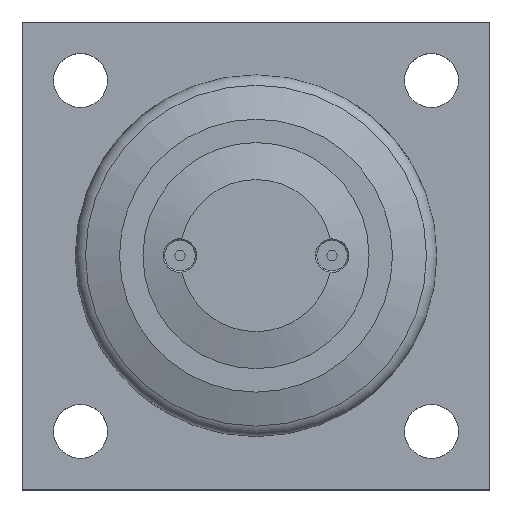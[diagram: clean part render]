
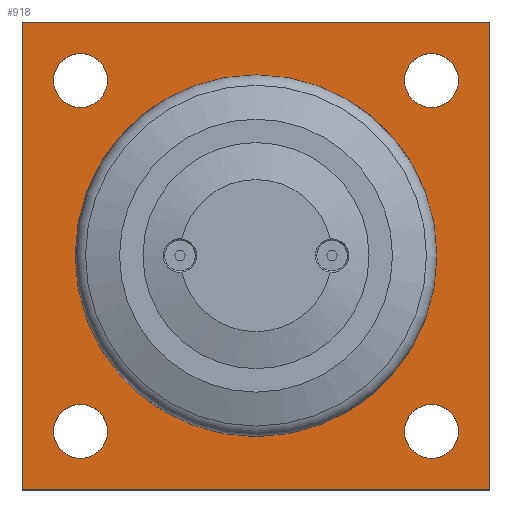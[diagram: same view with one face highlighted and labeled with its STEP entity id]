
A CAD part, top view. The second image highlights one B-rep face of the part: STEP entity #918.
In plain terms, the highlighted planar face has unit normal (0, 0, 1).
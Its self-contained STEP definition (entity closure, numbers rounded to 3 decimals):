
#51=FACE_BOUND('',#217,.T.);
#52=FACE_BOUND('',#218,.T.);
#53=FACE_BOUND('',#219,.T.);
#54=FACE_BOUND('',#220,.T.);
#55=FACE_BOUND('',#221,.T.);
#100=CIRCLE('',#1020,29.);
#102=CIRCLE('',#1024,6.918);
#103=CIRCLE('',#1025,6.918);
#105=CIRCLE('',#1028,6.918);
#106=CIRCLE('',#1029,6.918);
#108=CIRCLE('',#1032,6.918);
#109=CIRCLE('',#1033,6.918);
#111=CIRCLE('',#1036,6.918);
#112=CIRCLE('',#1037,6.918);
#156=FACE_OUTER_BOUND('',#216,.T.);
#216=EDGE_LOOP('',(#790,#791,#792,#793));
#217=EDGE_LOOP('',(#794));
#218=EDGE_LOOP('',(#795,#796));
#219=EDGE_LOOP('',(#797,#798));
#220=EDGE_LOOP('',(#799,#800));
#221=EDGE_LOOP('',(#801,#802));
#268=LINE('',#1613,#335);
#272=LINE('',#1621,#339);
#275=LINE('',#1627,#342);
#278=LINE('',#1632,#345);
#335=VECTOR('',#1277,10.);
#339=VECTOR('',#1283,10.);
#342=VECTOR('',#1288,10.);
#345=VECTOR('',#1293,10.);
#421=VERTEX_POINT('',#1572);
#423=VERTEX_POINT('',#1579);
#424=VERTEX_POINT('',#1580);
#426=VERTEX_POINT('',#1587);
#427=VERTEX_POINT('',#1588);
#429=VERTEX_POINT('',#1595);
#430=VERTEX_POINT('',#1596);
#432=VERTEX_POINT('',#1603);
#433=VERTEX_POINT('',#1604);
#435=VERTEX_POINT('',#1611);
#436=VERTEX_POINT('',#1612);
#439=VERTEX_POINT('',#1620);
#441=VERTEX_POINT('',#1626);
#536=EDGE_CURVE('',#421,#421,#100,.T.);
#538=EDGE_CURVE('',#423,#424,#102,.T.);
#539=EDGE_CURVE('',#424,#423,#103,.T.);
#542=EDGE_CURVE('',#426,#427,#105,.T.);
#543=EDGE_CURVE('',#427,#426,#106,.T.);
#546=EDGE_CURVE('',#429,#430,#108,.T.);
#547=EDGE_CURVE('',#430,#429,#109,.T.);
#550=EDGE_CURVE('',#432,#433,#111,.T.);
#551=EDGE_CURVE('',#433,#432,#112,.T.);
#554=EDGE_CURVE('',#435,#436,#268,.T.);
#558=EDGE_CURVE('',#436,#439,#272,.T.);
#561=EDGE_CURVE('',#439,#441,#275,.T.);
#564=EDGE_CURVE('',#441,#435,#278,.T.);
#790=ORIENTED_EDGE('',*,*,#554,.F.);
#791=ORIENTED_EDGE('',*,*,#564,.F.);
#792=ORIENTED_EDGE('',*,*,#561,.F.);
#793=ORIENTED_EDGE('',*,*,#558,.F.);
#794=ORIENTED_EDGE('',*,*,#536,.T.);
#795=ORIENTED_EDGE('',*,*,#538,.T.);
#796=ORIENTED_EDGE('',*,*,#539,.T.);
#797=ORIENTED_EDGE('',*,*,#542,.T.);
#798=ORIENTED_EDGE('',*,*,#543,.T.);
#799=ORIENTED_EDGE('',*,*,#546,.T.);
#800=ORIENTED_EDGE('',*,*,#547,.T.);
#801=ORIENTED_EDGE('',*,*,#550,.T.);
#802=ORIENTED_EDGE('',*,*,#551,.T.);
#870=PLANE('',#1045);
#918=ADVANCED_FACE('',(#156,#51,#52,#53,#54,#55),#870,.T.);
#1020=AXIS2_PLACEMENT_3D('',#1574,#1233,#1234);
#1024=AXIS2_PLACEMENT_3D('',#1581,#1241,#1242);
#1025=AXIS2_PLACEMENT_3D('',#1582,#1243,#1244);
#1028=AXIS2_PLACEMENT_3D('',#1589,#1250,#1251);
#1029=AXIS2_PLACEMENT_3D('',#1590,#1252,#1253);
#1032=AXIS2_PLACEMENT_3D('',#1597,#1259,#1260);
#1033=AXIS2_PLACEMENT_3D('',#1598,#1261,#1262);
#1036=AXIS2_PLACEMENT_3D('',#1605,#1268,#1269);
#1037=AXIS2_PLACEMENT_3D('',#1606,#1270,#1271);
#1045=AXIS2_PLACEMENT_3D('',#1637,#1299,#1300);
#1233=DIRECTION('center_axis',(0.,0.,-1.));
#1234=DIRECTION('ref_axis',(-1.,0.,0.));
#1241=DIRECTION('center_axis',(0.,0.,-1.));
#1242=DIRECTION('ref_axis',(1.,0.,0.));
#1243=DIRECTION('center_axis',(0.,0.,-1.));
#1244=DIRECTION('ref_axis',(1.,0.,0.));
#1250=DIRECTION('center_axis',(0.,0.,-1.));
#1251=DIRECTION('ref_axis',(1.,0.,0.));
#1252=DIRECTION('center_axis',(0.,0.,-1.));
#1253=DIRECTION('ref_axis',(1.,0.,0.));
#1259=DIRECTION('center_axis',(0.,0.,-1.));
#1260=DIRECTION('ref_axis',(1.,0.,0.));
#1261=DIRECTION('center_axis',(0.,0.,-1.));
#1262=DIRECTION('ref_axis',(1.,0.,0.));
#1268=DIRECTION('center_axis',(0.,0.,-1.));
#1269=DIRECTION('ref_axis',(1.,0.,0.));
#1270=DIRECTION('center_axis',(0.,0.,-1.));
#1271=DIRECTION('ref_axis',(1.,0.,0.));
#1277=DIRECTION('',(0.,1.,0.));
#1283=DIRECTION('',(1.,0.,0.));
#1288=DIRECTION('',(0.,-1.,0.));
#1293=DIRECTION('',(-1.,0.,0.));
#1299=DIRECTION('center_axis',(0.,0.,1.));
#1300=DIRECTION('ref_axis',(1.,0.,0.));
#1572=CARTESIAN_POINT('',(89.,60.,20.));
#1574=CARTESIAN_POINT('Origin',(60.,60.,20.));
#1579=CARTESIAN_POINT('',(21.918,15.,20.));
#1580=CARTESIAN_POINT('',(8.083,15.,20.));
#1581=CARTESIAN_POINT('Origin',(15.,15.,20.));
#1582=CARTESIAN_POINT('Origin',(15.,15.,20.));
#1587=CARTESIAN_POINT('',(111.918,15.,20.));
#1588=CARTESIAN_POINT('',(98.083,15.,20.));
#1589=CARTESIAN_POINT('Origin',(105.,15.,20.));
#1590=CARTESIAN_POINT('Origin',(105.,15.,20.));
#1595=CARTESIAN_POINT('',(111.918,105.,20.));
#1596=CARTESIAN_POINT('',(98.083,105.,20.));
#1597=CARTESIAN_POINT('Origin',(105.,105.,20.));
#1598=CARTESIAN_POINT('Origin',(105.,105.,20.));
#1603=CARTESIAN_POINT('',(21.918,105.,20.));
#1604=CARTESIAN_POINT('',(8.083,105.,20.));
#1605=CARTESIAN_POINT('Origin',(15.,105.,20.));
#1606=CARTESIAN_POINT('Origin',(15.,105.,20.));
#1611=CARTESIAN_POINT('',(0.,0.,20.));
#1612=CARTESIAN_POINT('',(0.,120.,20.));
#1613=CARTESIAN_POINT('',(0.,120.,20.));
#1620=CARTESIAN_POINT('',(120.,120.,20.));
#1621=CARTESIAN_POINT('',(120.,120.,20.));
#1626=CARTESIAN_POINT('',(120.,0.,20.));
#1627=CARTESIAN_POINT('',(120.,0.,20.));
#1632=CARTESIAN_POINT('',(0.,0.,20.));
#1637=CARTESIAN_POINT('Origin',(60.,60.,20.));
